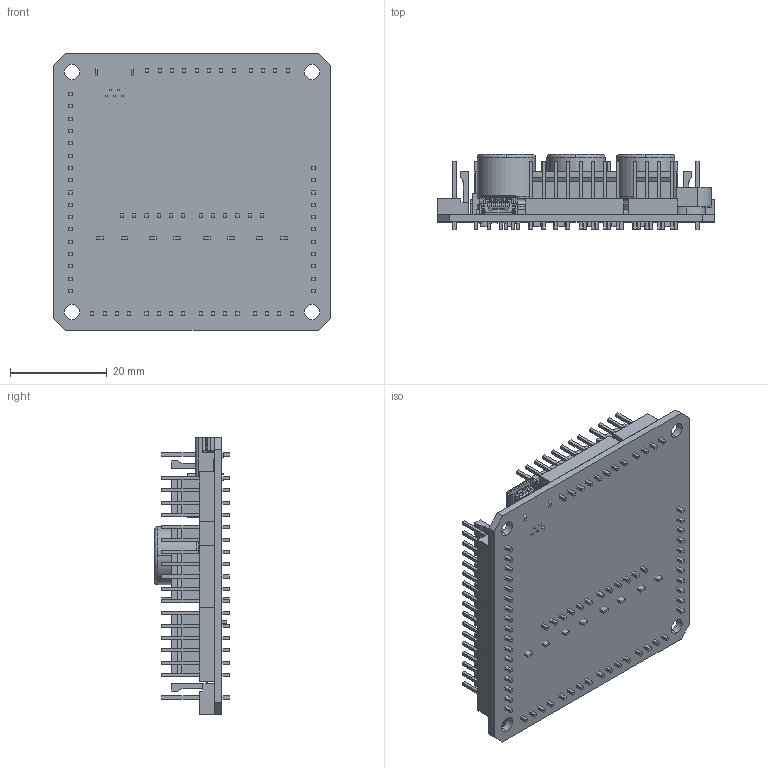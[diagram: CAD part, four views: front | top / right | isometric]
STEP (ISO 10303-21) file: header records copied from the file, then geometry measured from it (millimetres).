
FILE_DESCRIPTION (( 'STEP AP214' ), '1' );
FILE_NAME ('EZ4AXIS.STEP', '2012-05-14T17:53:05', ( 'SUNMAD' ), ( '' ), 'SwSTEP 2.0', 'SolidWorks 2011', '' );
FILE_SCHEMA (( 'AUTOMOTIVE_DESIGN' ));
Length unit declared in the file: millimetre
Products named in the file (16): COIL_6; CONNECTOR_2PIN; CONNECTOR_5PIN; CONNECTOR_6PIN_1; CONNECTOR_4PIN_1; CONNECTOR_4PIN; CONNECTOR_8PIN; POT_1; PCB_2; IC_1_5; IC_1_2; IC_1_1; IC_1; COIL_3_2; EZ4AXIS; USB-Mini-B
Assembly tree (25 placements, depth 2):
  EZ4AXIS
    CONNECTOR_8PIN
    IC_1_2
    POT_1
    PCB_2
    CONNECTOR_4PIN_1  x4
    CONNECTOR_6PIN_1  x4
    CONNECTOR_5PIN  x2
    CONNECTOR_4PIN  x2
    USB-Mini-B
    COIL_6
    IC_1_1
    IC_1_5
    COIL_3_2  x3
    CONNECTOR_2PIN
    IC_1
Bounding box: 57.15 x 15.43 x 57.15 mm (x, y, z)
Volume: 16081.2 mm3; surface area: 19898.2 mm2
Topology: 25 solids, 25 shells, 1704 faces, 4436 edges, 2932 vertices
Faces by surface type: plane 1532, cylinder 112, bspline 52, cone 8
Entity records: 41472 total; most frequent: CARTESIAN_POINT 7088, ORIENTED_EDGE 5846, DIRECTION 5269, EDGE_CURVE 2923, VECTOR 2615, LINE 2615, VERTEX_POINT 1922, AXIS2_PLACEMENT_3D 1327
